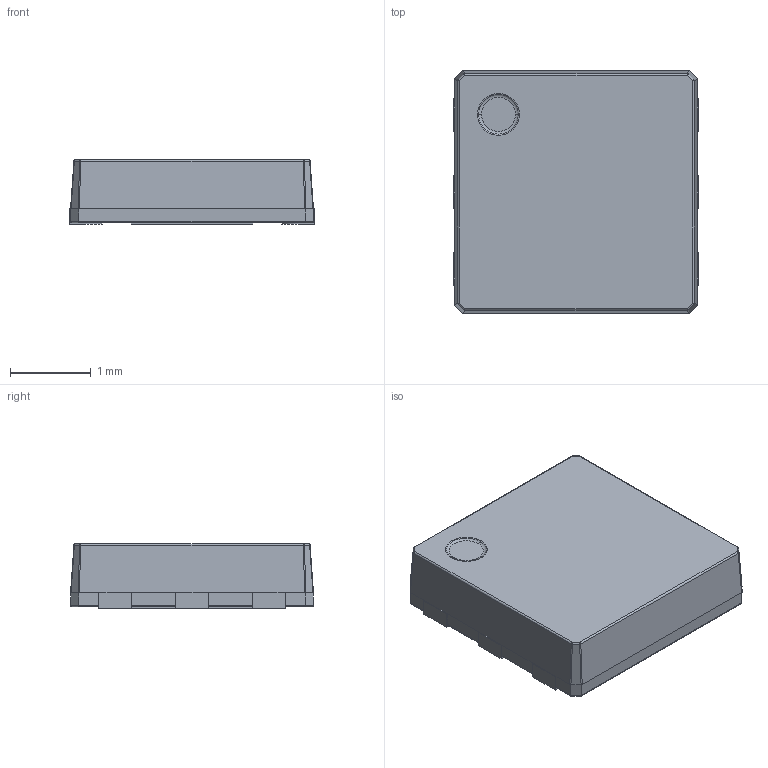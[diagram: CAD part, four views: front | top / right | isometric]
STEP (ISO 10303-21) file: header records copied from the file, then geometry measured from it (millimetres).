
FILE_DESCRIPTION (( 'STEP AP214' ), '1' );
FILE_NAME ('SON95P300X300X80-7N_JEDEC_MO-229WEEA_MAXIM_T633-2.STEP', '2012-12-20T17:37:46', ( 'pomocnik' ), ( '' ), 'SwSTEP 2.0', 'SolidWorks 2012', '' );
FILE_SCHEMA (( 'AUTOMOTIVE_DESIGN' ));
Length unit declared in the file: millimetre
Products named in the file (1): SON95P300X300X80-7N_JEDEC_MO-229WEEA_MAXIM_T633-2
Bounding box: 3.02 x 3 x 0.8 mm (x, y, z)
Volume: 6.9 mm3; surface area: 26.8 mm2
Topology: 1 solids, 1 shells, 116 faces, 290 edges, 178 vertices
Faces by surface type: plane 61, cylinder 43, sphere 8, torus 4
Entity records: 4689 total; most frequent: CARTESIAN_POINT 681, ORIENTED_EDGE 580, DIRECTION 556, EDGE_CURVE 290, VECTOR 194, LINE 194, AXIS2_PLACEMENT_3D 181, VERTEX_POINT 178
